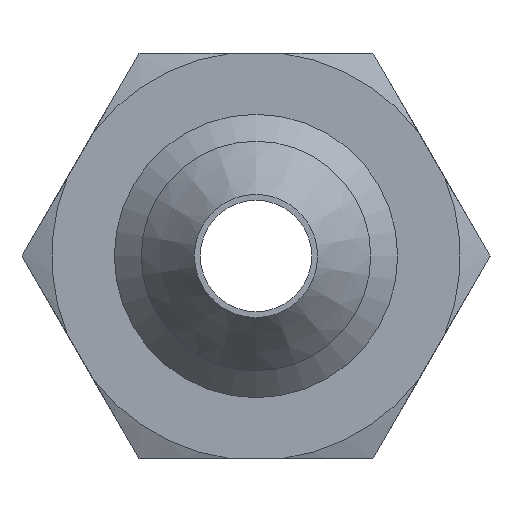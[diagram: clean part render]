
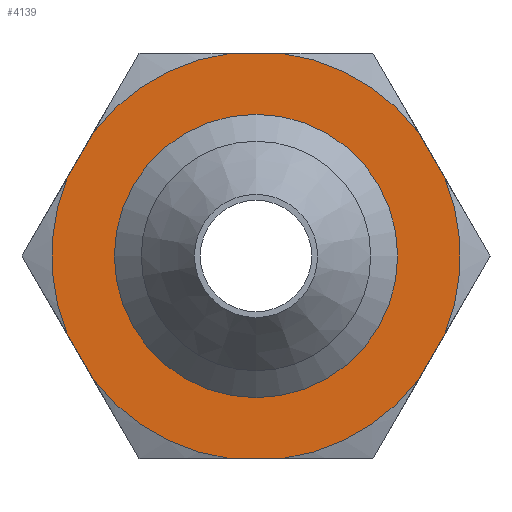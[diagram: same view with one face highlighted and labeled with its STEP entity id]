
A CAD part, left-side view. The second image highlights one B-rep face of the part: STEP entity #4139.
In plain terms, the highlighted planar face has unit normal (-1, 0, 0).
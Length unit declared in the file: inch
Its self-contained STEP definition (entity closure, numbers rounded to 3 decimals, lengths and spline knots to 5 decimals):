
#2904=CARTESIAN_POINT('',(0.0,-0.03961,0.3125));
#2905=VERTEX_POINT('',#2904);
#2975=CARTESIAN_POINT('',(0.0,0.03961,0.3125));
#2976=VERTEX_POINT('',#2975);
#2990=CARTESIAN_POINT('',(0.0,-0.03961,0.3125));
#2991=DIRECTION('',(0.0,1.0,0.0));
#2992=VECTOR('',#2991,0.07921);
#2993=LINE('',#2990,#2992);
#2994=EDGE_CURVE('',#2905,#2976,#2993,.T.);
#3527=CARTESIAN_POINT('',(0.0,0.,0.1805));
#3528=VERTEX_POINT('',#3527);
#3529=CARTESIAN_POINT('',(0.0,0.,0.));
#3530=DIRECTION('',(-1.0,0.0,0.0));
#3531=DIRECTION('',(0.0,0.0,-1.0));
#3532=AXIS2_PLACEMENT_3D('',#3529,#3530,#3531);
#3533=CIRCLE('',#3532,0.1805);
#3534=EDGE_CURVE('',#3528,#3528,#3533,.T.);
#3546=CARTESIAN_POINT('',(0.0,0.25083,-0.19055));
#3547=VERTEX_POINT('',#3546);
#3561=CARTESIAN_POINT('',(0.0,0.03961,-0.3125));
#3562=VERTEX_POINT('',#3561);
#3576=CARTESIAN_POINT('',(0.0,0.0,0.0));
#3577=DIRECTION('',(-1.0,0.0,0.0));
#3578=DIRECTION('',(0.0,1.0,0.0));
#3579=AXIS2_PLACEMENT_3D('',#3576,#3577,#3578);
#3580=CIRCLE('',#3579,0.315);
#3581=EDGE_CURVE('',#3547,#3562,#3580,.T.);
#3591=CARTESIAN_POINT('',(0.0,0.29044,-0.12195));
#3592=VERTEX_POINT('',#3591);
#3608=CARTESIAN_POINT('',(0.0,0.29044,0.12195));
#3609=VERTEX_POINT('',#3608);
#3610=CARTESIAN_POINT('',(0.0,0.0,0.0));
#3611=DIRECTION('',(-1.0,0.0,0.0));
#3612=DIRECTION('',(0.0,1.0,0.0));
#3613=AXIS2_PLACEMENT_3D('',#3610,#3611,#3612);
#3614=CIRCLE('',#3613,0.315);
#3615=EDGE_CURVE('',#3609,#3592,#3614,.T.);
#3638=CARTESIAN_POINT('',(0.0,0.25083,0.19055));
#3639=VERTEX_POINT('',#3638);
#3653=CARTESIAN_POINT('',(0.0,0.0,0.0));
#3654=DIRECTION('',(-1.0,0.0,0.0));
#3655=DIRECTION('',(0.0,1.0,0.0));
#3656=AXIS2_PLACEMENT_3D('',#3653,#3654,#3655);
#3657=CIRCLE('',#3656,0.315);
#3658=EDGE_CURVE('',#2976,#3639,#3657,.T.);
#3670=CARTESIAN_POINT('',(0.0,-0.25083,0.19055));
#3671=VERTEX_POINT('',#3670);
#3672=CARTESIAN_POINT('',(0.0,0.0,0.0));
#3673=DIRECTION('',(-1.0,0.0,0.0));
#3674=DIRECTION('',(0.0,1.0,0.0));
#3675=AXIS2_PLACEMENT_3D('',#3672,#3673,#3674);
#3676=CIRCLE('',#3675,0.315);
#3677=EDGE_CURVE('',#3671,#2905,#3676,.T.);
#3700=CARTESIAN_POINT('',(0.0,-0.29044,0.12195));
#3701=VERTEX_POINT('',#3700);
#3717=CARTESIAN_POINT('',(0.0,-0.29044,-0.12195));
#3718=VERTEX_POINT('',#3717);
#3719=CARTESIAN_POINT('',(0.0,0.0,0.0));
#3720=DIRECTION('',(-1.0,0.0,0.0));
#3721=DIRECTION('',(0.0,1.0,0.0));
#3722=AXIS2_PLACEMENT_3D('',#3719,#3720,#3721);
#3723=CIRCLE('',#3722,0.315);
#3724=EDGE_CURVE('',#3718,#3701,#3723,.T.);
#3747=CARTESIAN_POINT('',(0.0,-0.25083,-0.19055));
#3748=VERTEX_POINT('',#3747);
#3764=CARTESIAN_POINT('',(0.0,-0.03961,-0.3125));
#3765=VERTEX_POINT('',#3764);
#3766=CARTESIAN_POINT('',(0.0,0.0,0.0));
#3767=DIRECTION('',(-1.0,0.0,0.0));
#3768=DIRECTION('',(0.0,1.0,0.0));
#3769=AXIS2_PLACEMENT_3D('',#3766,#3767,#3768);
#3770=CIRCLE('',#3769,0.315);
#3771=EDGE_CURVE('',#3765,#3748,#3770,.T.);
#4005=CARTESIAN_POINT('',(0.0,-0.25083,-0.19055));
#4006=DIRECTION('',(0.0,-0.5,0.866));
#4007=VECTOR('',#4006,0.07921);
#4008=LINE('',#4005,#4007);
#4009=EDGE_CURVE('',#3748,#3718,#4008,.T.);
#4026=CARTESIAN_POINT('',(0.0,-0.29044,0.12195));
#4027=DIRECTION('',(0.0,0.5,0.866));
#4028=VECTOR('',#4027,0.07921);
#4029=LINE('',#4026,#4028);
#4030=EDGE_CURVE('',#3701,#3671,#4029,.T.);
#4061=CARTESIAN_POINT('',(0.0,0.25083,0.19055));
#4062=DIRECTION('',(0.0,0.5,-0.866));
#4063=VECTOR('',#4062,0.07921);
#4064=LINE('',#4061,#4063);
#4065=EDGE_CURVE('',#3639,#3609,#4064,.T.);
#4076=CARTESIAN_POINT('',(0.0,0.03961,-0.3125));
#4077=DIRECTION('',(0.0,-1.0,0.0));
#4078=VECTOR('',#4077,0.07921);
#4079=LINE('',#4076,#4078);
#4080=EDGE_CURVE('',#3562,#3765,#4079,.T.);
#4102=CARTESIAN_POINT('',(0.0,0.29044,-0.12195));
#4103=DIRECTION('',(0.0,-0.5,-0.866));
#4104=VECTOR('',#4103,0.07921);
#4105=LINE('',#4102,#4104);
#4106=EDGE_CURVE('',#3592,#3547,#4105,.T.);
#4117=CARTESIAN_POINT('',(0.0,0.,0.));
#4118=DIRECTION('',(1.0,0.0,0.0));
#4119=DIRECTION('',(0.0,0.0,-1.0));
#4120=AXIS2_PLACEMENT_3D('',#4117,#4118,#4119);
#4121=PLANE('',#4120);
#4122=ORIENTED_EDGE('',*,*,#3771,.T.);
#4123=ORIENTED_EDGE('',*,*,#4009,.T.);
#4124=ORIENTED_EDGE('',*,*,#3724,.T.);
#4125=ORIENTED_EDGE('',*,*,#4030,.T.);
#4126=ORIENTED_EDGE('',*,*,#3677,.T.);
#4127=ORIENTED_EDGE('',*,*,#2994,.T.);
#4128=ORIENTED_EDGE('',*,*,#3658,.T.);
#4129=ORIENTED_EDGE('',*,*,#4065,.T.);
#4130=ORIENTED_EDGE('',*,*,#3615,.T.);
#4131=ORIENTED_EDGE('',*,*,#4106,.T.);
#4132=ORIENTED_EDGE('',*,*,#3581,.T.);
#4133=ORIENTED_EDGE('',*,*,#4080,.T.);
#4134=EDGE_LOOP('',(#4122,#4123,#4124,#4125,#4126,#4127,#4128,#4129,#4130,#4131,#4132,#4133));
#4135=FACE_OUTER_BOUND('',#4134,.T.);
#4136=ORIENTED_EDGE('',*,*,#3534,.F.);
#4137=EDGE_LOOP('',(#4136));
#4138=FACE_BOUND('',#4137,.T.);
#4139=ADVANCED_FACE('',(#4135,#4138),#4121,.F.);
